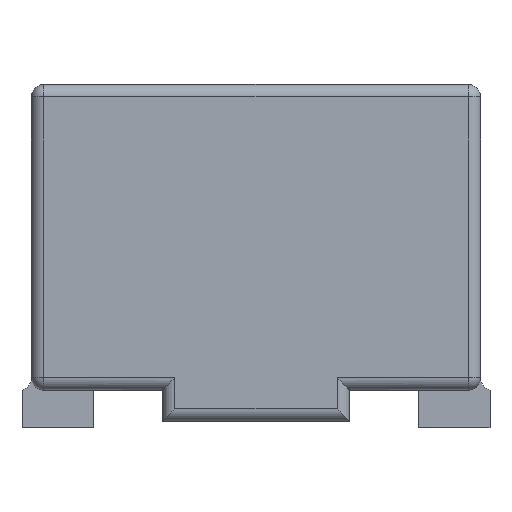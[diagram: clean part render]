
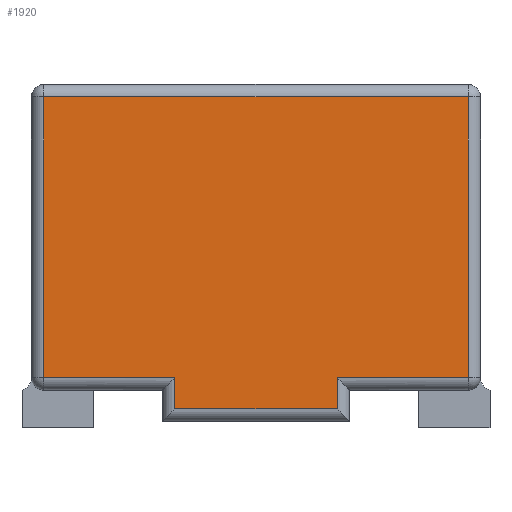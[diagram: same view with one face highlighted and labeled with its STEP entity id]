
A CAD part, front view. The second image highlights one B-rep face of the part: STEP entity #1920.
In plain terms, the highlighted planar face has unit normal (0, -1, 0).
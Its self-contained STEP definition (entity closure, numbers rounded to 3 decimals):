
#24=PLANE('',#2128);
#153=LINE('',#3000,#353);
#155=LINE('',#3008,#355);
#158=LINE('',#3030,#358);
#162=LINE('',#3059,#362);
#178=LINE('',#3121,#378);
#179=LINE('',#3123,#379);
#182=LINE('',#3128,#382);
#187=LINE('',#3136,#387);
#353=VECTOR('',#2395,10.);
#355=VECTOR('',#2403,10.);
#358=VECTOR('',#2430,10.);
#362=VECTOR('',#2468,10.);
#378=VECTOR('',#2546,10.);
#379=VECTOR('',#2549,10.);
#382=VECTOR('',#2556,10.);
#387=VECTOR('',#2567,10.);
#598=FACE_OUTER_BOUND('',#710,.T.);
#710=EDGE_LOOP('',(#1607,#1608,#1609,#1610,#1611,#1612,#1613,#1614));
#910=VERTEX_POINT('',#2998);
#911=VERTEX_POINT('',#2999);
#914=VERTEX_POINT('',#3007);
#919=VERTEX_POINT('',#3020);
#921=VERTEX_POINT('',#3029);
#926=VERTEX_POINT('',#3045);
#927=VERTEX_POINT('',#3049);
#931=VERTEX_POINT('',#3066);
#1110=EDGE_CURVE('',#910,#911,#153,.T.);
#1114=EDGE_CURVE('',#911,#914,#155,.T.);
#1125=EDGE_CURVE('',#914,#921,#158,.T.);
#1140=EDGE_CURVE('',#921,#927,#162,.T.);
#1172=EDGE_CURVE('',#927,#931,#178,.T.);
#1173=EDGE_CURVE('',#931,#926,#179,.T.);
#1176=EDGE_CURVE('',#926,#919,#182,.T.);
#1181=EDGE_CURVE('',#919,#910,#187,.T.);
#1607=ORIENTED_EDGE('',*,*,#1110,.F.);
#1608=ORIENTED_EDGE('',*,*,#1181,.F.);
#1609=ORIENTED_EDGE('',*,*,#1176,.F.);
#1610=ORIENTED_EDGE('',*,*,#1173,.F.);
#1611=ORIENTED_EDGE('',*,*,#1172,.F.);
#1612=ORIENTED_EDGE('',*,*,#1140,.F.);
#1613=ORIENTED_EDGE('',*,*,#1125,.F.);
#1614=ORIENTED_EDGE('',*,*,#1114,.F.);
#1920=ADVANCED_FACE('',(#598),#24,.T.);
#2128=AXIS2_PLACEMENT_3D('',#3189,#2611,#2612);
#2395=DIRECTION('',(0.,0.,-1.));
#2403=DIRECTION('',(-1.,0.,0.));
#2430=DIRECTION('',(0.,0.,1.));
#2468=DIRECTION('',(-1.,0.,0.));
#2546=DIRECTION('',(0.,0.,1.));
#2549=DIRECTION('',(1.,0.,0.));
#2556=DIRECTION('',(0.,0.,-1.));
#2567=DIRECTION('',(-1.,0.,0.));
#2611=DIRECTION('center_axis',(0.,-1.,0.));
#2612=DIRECTION('ref_axis',(0.,0.,-1.));
#2998=CARTESIAN_POINT('',(1.3,-5.3,0.7));
#2999=CARTESIAN_POINT('',(1.3,-5.3,0.2));
#3000=CARTESIAN_POINT('',(1.3,-5.3,1.6));
#3007=CARTESIAN_POINT('',(-1.3,-5.3,0.2));
#3008=CARTESIAN_POINT('',(0.75,-5.3,0.2));
#3020=CARTESIAN_POINT('',(3.4,-5.3,0.7));
#3029=CARTESIAN_POINT('',(-1.3,-5.3,0.7));
#3030=CARTESIAN_POINT('',(-1.3,-5.3,1.35));
#3045=CARTESIAN_POINT('',(3.4,-5.3,5.2));
#3049=CARTESIAN_POINT('',(-3.4,-5.3,0.7));
#3059=CARTESIAN_POINT('',(-0.75,-5.3,0.7));
#3066=CARTESIAN_POINT('',(-3.4,-5.3,5.2));
#3121=CARTESIAN_POINT('',(-3.4,-5.3,1.6));
#3123=CARTESIAN_POINT('',(-1.8,-5.3,5.2));
#3128=CARTESIAN_POINT('',(3.4,-5.3,4.05));
#3136=CARTESIAN_POINT('',(1.8,-5.3,0.7));
#3189=CARTESIAN_POINT('Origin',(0.,-5.3,2.7));
